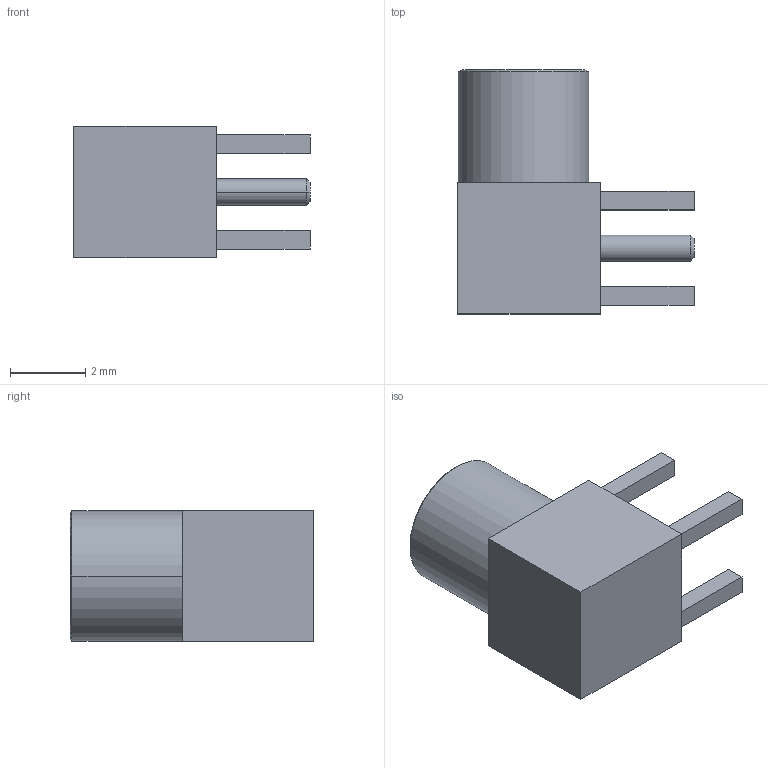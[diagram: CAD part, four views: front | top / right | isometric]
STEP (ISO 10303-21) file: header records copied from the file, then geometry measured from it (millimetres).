
FILE_DESCRIPTION((''),'2;1');
FILE_NAME('262105','2020-01-22T',('Krishnaprasath'),(''),'CREO PARAMETRIC BY PTC INC, 2018360','CREO PARAMETRIC BY PTC INC, 2018360','');
FILE_SCHEMA(('CONFIG_CONTROL_DESIGN'));
Length unit declared in the file: millimetre
Products named in the file (1): 262105
Bounding box: 6.3 x 6.5 x 3.5 mm (x, y, z)
Volume: 63.5 mm3; surface area: 162 mm2
Topology: 1 solids, 1 shells, 69 faces, 160 edges, 99 vertices
Faces by surface type: plane 37, cylinder 16, cone 16
Entity records: 1978 total; most frequent: CARTESIAN_POINT 346, DIRECTION 340, ORIENTED_EDGE 316, EDGE_CURVE 158, AXIS2_PLACEMENT_3D 117, VECTOR 106, LINE 106, VERTEX_POINT 99
